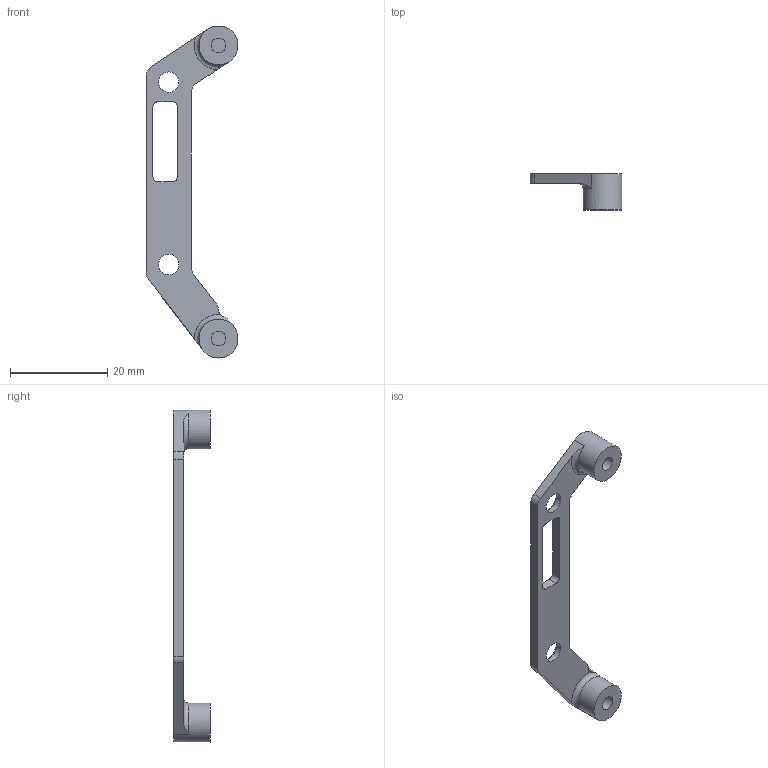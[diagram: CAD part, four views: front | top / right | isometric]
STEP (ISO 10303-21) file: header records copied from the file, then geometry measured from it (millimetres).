
FILE_DESCRIPTION(('FreeCAD Model'),'2;1');
FILE_NAME('Open CASCADE Shape Model','2022-01-25T16:11:17',(''),(''), 'Open CASCADE STEP processor 7.5','FreeCAD','Unknown');
FILE_SCHEMA(('AUTOMOTIVE_DESIGN { 1 0 10303 214 1 1 1 1 }'));
Length unit declared in the file: millimetre
Products named in the file (1): BRIDGE-ASB001
Bounding box: 18.93 x 7.5 x 68.4 mm (x, y, z)
Volume: 1330.9 mm3; surface area: 2050.8 mm2
Topology: 1 solids, 1 shells, 43 faces, 109 edges, 72 vertices
Faces by surface type: plane 19, cylinder 19, torus 3, cone 2
Full cylindrical faces by diameter (mm): 3 x2, 4.2 x2, 6.1 x2, 8 x2
Entity records: 3004 total; most frequent: CARTESIAN_POINT 787, DIRECTION 420, ORIENTED_EDGE 218, LINE 218, VECTOR 218, PCURVE 218, DEFINITIONAL_REPRESENTATION 218, EDGE_CURVE 109
